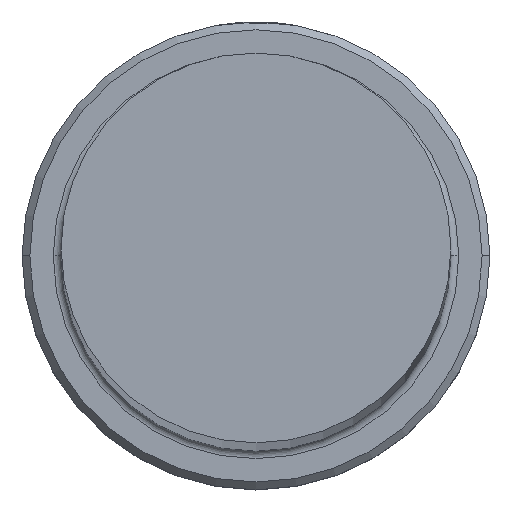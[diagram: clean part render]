
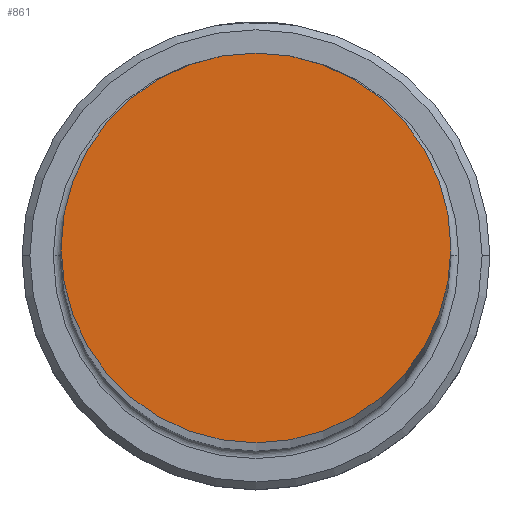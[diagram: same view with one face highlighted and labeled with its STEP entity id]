
A CAD part, top view. The second image highlights one B-rep face of the part: STEP entity #861.
In plain terms, the highlighted planar face has unit normal (0, 0, 1).
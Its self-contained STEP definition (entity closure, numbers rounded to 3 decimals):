
#30 = DIRECTION ( 'NONE',  ( 1., 0., 0. ) ) ;
#50 = DIRECTION ( 'NONE',  ( 1., 0., 0. ) ) ;
#77 = DIRECTION ( 'NONE',  ( 1., 0., 0. ) ) ;
#154 = CIRCLE ( 'NONE', #1163, 12.5 ) ;
#286 = CARTESIAN_POINT ( 'NONE',  ( 12.5, 0., 300. ) ) ;
#315 = FACE_OUTER_BOUND ( 'NONE', #1075, .T. ) ;
#349 = ORIENTED_EDGE ( 'NONE', *, *, #351, .T. ) ;
#351 = EDGE_CURVE ( 'NONE', #696, #770, #154, .T. ) ;
#580 = EDGE_CURVE ( 'NONE', #770, #696, #799, .T. ) ;
#583 = CARTESIAN_POINT ( 'NONE',  ( -12.5, 0., 300. ) ) ;
#601 = DIRECTION ( 'NONE',  ( 0., 0., 1. ) ) ;
#615 = DIRECTION ( 'NONE',  ( 0., 0., 1. ) ) ;
#634 = DIRECTION ( 'NONE',  ( 0., 0., 1. ) ) ;
#696 = VERTEX_POINT ( 'NONE', #286 ) ;
#770 = VERTEX_POINT ( 'NONE', #583 ) ;
#785 = AXIS2_PLACEMENT_3D ( 'NONE', #1165, #634, #77 ) ;
#799 = CIRCLE ( 'NONE', #785, 12.5 ) ;
#855 = ORIENTED_EDGE ( 'NONE', *, *, #580, .T. ) ;
#861 = ADVANCED_FACE ( 'NONE', ( #315 ), #942, .T. ) ;
#942 = PLANE ( 'NONE',  #1060 ) ;
#1060 = AXIS2_PLACEMENT_3D ( 'NONE', #1121, #601, #30 ) ;
#1075 = EDGE_LOOP ( 'NONE', ( #855, #349 ) ) ;
#1121 = CARTESIAN_POINT ( 'NONE',  ( 0., 0., 300. ) ) ;
#1144 = CARTESIAN_POINT ( 'NONE',  ( 0., 0., 300. ) ) ;
#1163 = AXIS2_PLACEMENT_3D ( 'NONE', #1144, #615, #50 ) ;
#1165 = CARTESIAN_POINT ( 'NONE',  ( 0., 0., 300. ) ) ;
